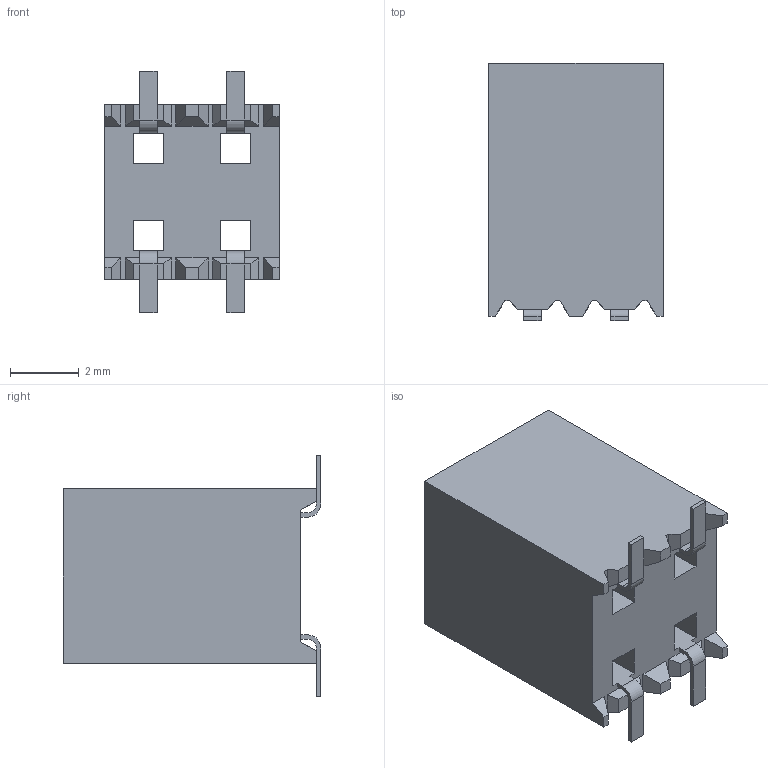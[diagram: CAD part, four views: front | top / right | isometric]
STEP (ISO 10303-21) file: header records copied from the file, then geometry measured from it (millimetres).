
FILE_DESCRIPTION (( 'STEP AP203' ), '1' );
FILE_NAME ('SSM-102-X-DV.step', '2013-05-27T12:33:28', ( 'Test' ), ( 'SAMTEC' ), 'SwSTEP 2.0', 'SolidWorks 2012', '' );
FILE_SCHEMA (( 'CONFIG_CONTROL_DESIGN' ));
Length unit declared in the file: inch
Products named in the file (1): SSM-102-X-DV
Bounding box: 5.08 x 7.49 x 7.04 mm (x, y, z)
Volume: 155.7 mm3; surface area: 307.4 mm2
Topology: 1 solids, 1 shells, 111 faces, 308 edges, 200 vertices
Faces by surface type: plane 103, cylinder 8
Entity records: 3565 total; most frequent: CARTESIAN_POINT 620, ORIENTED_EDGE 616, DIRECTION 548, EDGE_CURVE 308, LINE 292, VECTOR 292, VERTEX_POINT 200, AXIS2_PLACEMENT_3D 128
